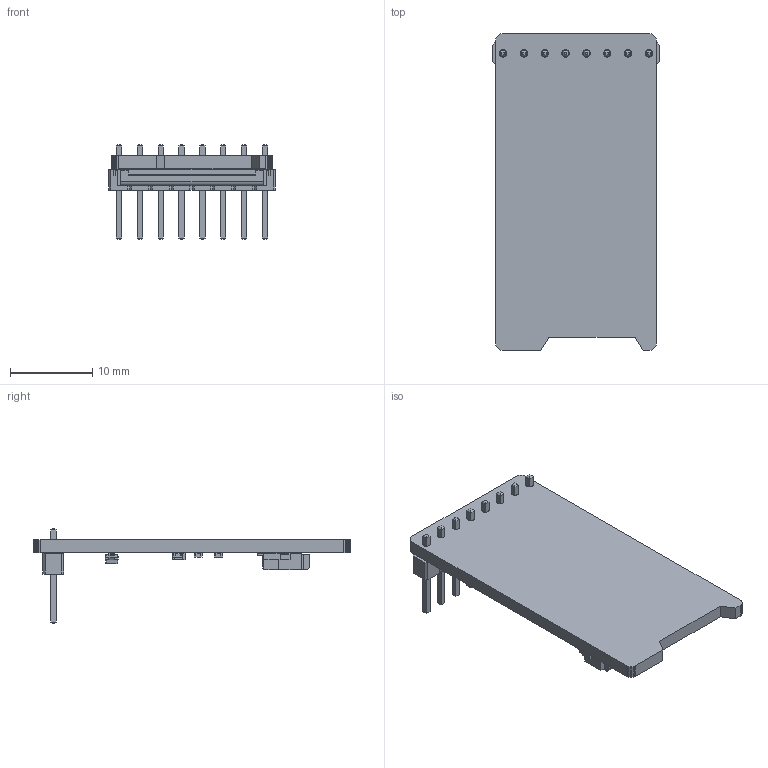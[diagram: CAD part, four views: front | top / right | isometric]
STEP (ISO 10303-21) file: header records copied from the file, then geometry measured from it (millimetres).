
FILE_DESCRIPTION(('KiCad electronic assembly'),'2;1');
FILE_NAME('epaper-102.step','2023-08-25T01:20:28',('Pcbnew'),('Kicad'), 'Open CASCADE STEP processor 7.6','KiCad to STEP converter','Unknown' );
FILE_SCHEMA(('AUTOMOTIVE_DESIGN { 1 0 10303 214 1 1 1 1 }'));
Length unit declared in the file: millimetre
Products named in the file (12): epaper-102 1; C_0402_1005Metric; SOLID; C_0603_1608Metric; D_SOD-123; Hirose_FH12-30S-0.5SH_1x30-1MP_P0.50mm_Horizontal; COMPOUND; PinHeader_1x08_P2.54mm_Vertical; _autosave-epaper-102 PCB
Assembly tree (26 placements, depth 3):
  epaper-102 1
    C_0402_1005Metric  x15
      SOLID
    C_0603_1608Metric  x2
      SOLID
    D_SOD-123
      SOLID
    Hirose_FH12-30S-0.5SH_1x30-1MP_P0.50mm_Horizontal
      COMPOUND
    PinHeader_1x08_P2.54mm_Vertical
      SOLID
    _autosave-epaper-102 PCB
Bounding box: 20.32 x 38.6 x 11.54 mm (x, y, z)
Volume: 1537.4 mm3; surface area: 2813.2 mm2
Topology: 23 solids, 23 shells, 1185 faces, 3160 edges, 2072 vertices
Faces by surface type: plane 900, cylinder 259, bspline 26
Full cylindrical faces by diameter (mm): 0.9 x8
Entity records: 53527 total; most frequent: CARTESIAN_POINT 9110, DIRECTION 7763, LINE 5844, VECTOR 5844, ORIENTED_EDGE 4160, PCURVE 4160, DEFINITIONAL_REPRESENTATION 4160, EDGE_CURVE 2080
